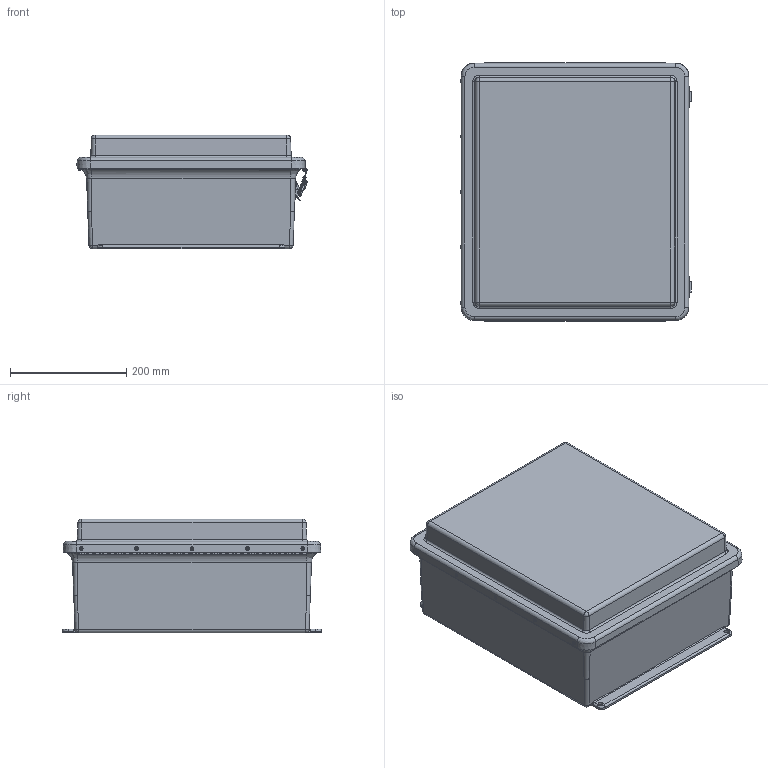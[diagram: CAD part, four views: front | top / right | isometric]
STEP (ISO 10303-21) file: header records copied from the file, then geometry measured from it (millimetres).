
FILE_DESCRIPTION (( 'STEP AP214' ), '1' );
FILE_NAME ('MR1614HLL.STEP', '2018-11-06T19:12:19', ( '' ), ( '' ), 'SwSTEP 2.0', 'SolidWorks 2018', '' );
FILE_SCHEMA (( 'AUTOMOTIVE_DESIGN' ));
Length unit declared in the file: inch
Products named in the file (1): MR1614HLL
Bounding box: 396.86 x 445.29 x 195.51 mm (x, y, z)
Volume: 2415197 mm3; surface area: 1374656.1 mm2
Topology: 50 solids, 50 shells, 1315 faces, 3327 edges, 2156 vertices
Faces by surface type: plane 590, cylinder 508, bspline 138, cone 61, torus 18
Full cylindrical faces by diameter (mm): 2.159 x63, 2.4 x2, 2.7 x4, 3 x2, 3.175 x18, 3.25 x2, 3.302 x4, 3.327 x10, 3.5 x2, 3.556 x18, 3.861 x8, 3.962 x7, 4.2 x4, 4.609 x2, 4.618 x2, 4.7 x2, 4.9 x2, 5 x4, 5.3 x2, 5.537 x4, 6.35 x18, 6.858 x4, 13.3 x2, 13.5 x2
Entity records: 68873 total; most frequent: CARTESIAN_POINT 20473, DIRECTION 6130, ORIENTED_EDGE 6100, EDGE_CURVE 3050, AXIS2_PLACEMENT_3D 2253, VERTEX_POINT 2116, EDGE_LOOP 1844, VECTOR 1624
